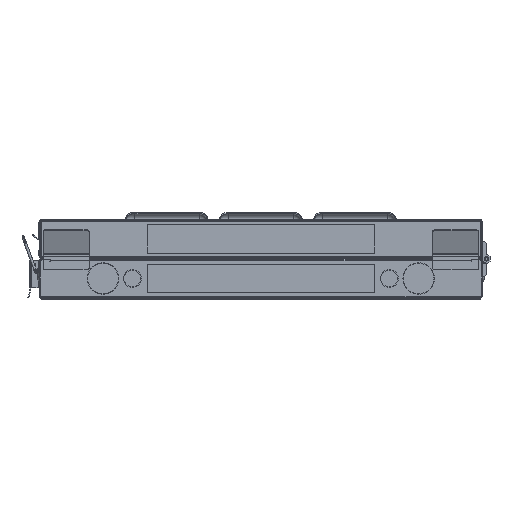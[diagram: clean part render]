
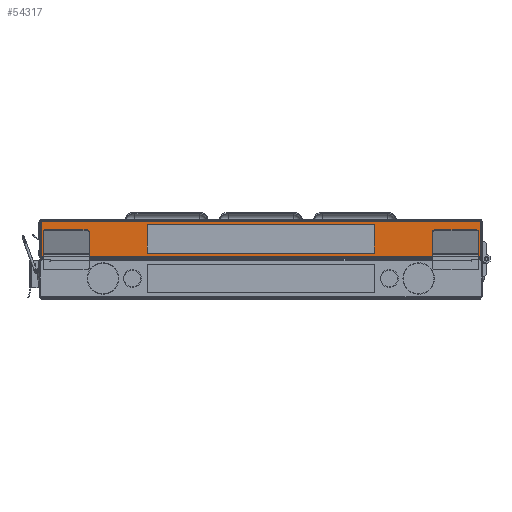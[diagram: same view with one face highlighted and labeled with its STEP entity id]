
A CAD part, front view. The second image highlights one B-rep face of the part: STEP entity #54317.
In plain terms, the highlighted planar face has unit normal (0, -1, 0).
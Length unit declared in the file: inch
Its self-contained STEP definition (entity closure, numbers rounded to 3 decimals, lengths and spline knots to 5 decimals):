
#985 = VECTOR ( 'NONE', #87606, 39.37008 ) ;
#3808 = CARTESIAN_POINT ( 'NONE',  ( 0., -14.3405, -0.09837 ) ) ;
#3986 = AXIS2_PLACEMENT_3D ( 'NONE', #98945, #64479, #81866 ) ;
#5451 = VECTOR ( 'NONE', #92165, 39.37008 ) ;
#8086 = DIRECTION ( 'NONE',  ( 0., 0., 1. ) ) ;
#9398 = LINE ( 'NONE', #67004, #95364 ) ;
#9775 = CARTESIAN_POINT ( 'NONE',  ( 12.558, -14.3405, -2.1415 ) ) ;
#9975 = LINE ( 'NONE', #49693, #107674 ) ;
#12033 = VERTEX_POINT ( 'NONE', #27915 ) ;
#12977 = ORIENTED_EDGE ( 'NONE', *, *, #64969, .T. ) ;
#18009 = LINE ( 'NONE', #101836, #93371 ) ;
#18024 = CARTESIAN_POINT ( 'NONE',  ( -12.558, -14.3405, -0.059 ) ) ;
#19457 = ORIENTED_EDGE ( 'NONE', *, *, #38165, .T. ) ;
#20055 = VECTOR ( 'NONE', #65364, 39.37008 ) ;
#20989 = VERTEX_POINT ( 'NONE', #41853 ) ;
#23984 = CARTESIAN_POINT ( 'NONE',  ( -12.558, -14.3405, -2.10213 ) ) ;
#24195 = LINE ( 'NONE', #9775, #33293 ) ;
#27915 = CARTESIAN_POINT ( 'NONE',  ( -6.5, -14.3405, -0.29837 ) ) ;
#29179 = LINE ( 'NONE', #74083, #20055 ) ;
#33293 = VECTOR ( 'NONE', #52054, 39.37008 ) ;
#35308 = CARTESIAN_POINT ( 'NONE',  ( 6.5, -14.3405, -0.29837 ) ) ;
#38165 = EDGE_CURVE ( 'NONE', #95865, #12033, #9975, .T. ) ;
#41853 = CARTESIAN_POINT ( 'NONE',  ( -12.558, -14.3405, -0.09837 ) ) ;
#48439 = PLANE ( 'NONE',  #3986 ) ;
#49668 = ORIENTED_EDGE ( 'NONE', *, *, #55047, .T. ) ;
#49693 = CARTESIAN_POINT ( 'NONE',  ( -6.5, -14.3405, 0. ) ) ;
#49981 = CARTESIAN_POINT ( 'NONE',  ( 6.5, -14.3405, -1.90213 ) ) ;
#50157 = ORIENTED_EDGE ( 'NONE', *, *, #78661, .T. ) ;
#51583 = ORIENTED_EDGE ( 'NONE', *, *, #84841, .T. ) ;
#52054 = DIRECTION ( 'NONE',  ( 0., 0., -1. ) ) ;
#54317 = ADVANCED_FACE ( 'NONE', ( #81943, #58616 ), #48439, .T. ) ;
#55047 = EDGE_CURVE ( 'NONE', #88526, #95865, #18009, .T. ) ;
#55437 = VERTEX_POINT ( 'NONE', #23984 ) ;
#56968 = VERTEX_POINT ( 'NONE', #92033 ) ;
#56980 = EDGE_CURVE ( 'NONE', #56968, #98596, #24195, .T. ) ;
#58616 = FACE_BOUND ( 'NONE', #86618, .T. ) ;
#61012 = CARTESIAN_POINT ( 'NONE',  ( 12.558, -14.3405, -2.10213 ) ) ;
#63022 = VECTOR ( 'NONE', #95106, 39.37008 ) ;
#64479 = DIRECTION ( 'NONE',  ( 0., -1., 0. ) ) ;
#64969 = EDGE_CURVE ( 'NONE', #55437, #98596, #9398, .T. ) ;
#65364 = DIRECTION ( 'NONE',  ( 1., 0., 0. ) ) ;
#67004 = CARTESIAN_POINT ( 'NONE',  ( -12.558, -14.3405, -2.10213 ) ) ;
#68722 = ORIENTED_EDGE ( 'NONE', *, *, #56980, .F. ) ;
#74083 = CARTESIAN_POINT ( 'NONE',  ( 0., -14.3405, -0.29837 ) ) ;
#74154 = ORIENTED_EDGE ( 'NONE', *, *, #97239, .T. ) ;
#78581 = LINE ( 'NONE', #18024, #5451 ) ;
#78661 = EDGE_CURVE ( 'NONE', #96977, #88526, #106010, .T. ) ;
#81866 = DIRECTION ( 'NONE',  ( 0., 0., -1. ) ) ;
#81943 = FACE_OUTER_BOUND ( 'NONE', #84244, .T. ) ;
#83535 = CARTESIAN_POINT ( 'NONE',  ( -6.5, -14.3405, -1.90213 ) ) ;
#83682 = DIRECTION ( 'NONE',  ( 1., 0., 0. ) ) ;
#84244 = EDGE_LOOP ( 'NONE', ( #100926, #12977, #68722, #74154 ) ) ;
#84841 = EDGE_CURVE ( 'NONE', #12033, #96977, #29179, .T. ) ;
#85440 = DIRECTION ( 'NONE',  ( -1., 0., 0. ) ) ;
#85716 = LINE ( 'NONE', #3808, #985 ) ;
#86618 = EDGE_LOOP ( 'NONE', ( #51583, #50157, #49668, #19457 ) ) ;
#87112 = CARTESIAN_POINT ( 'NONE',  ( 6.5, -14.3405, 0. ) ) ;
#87606 = DIRECTION ( 'NONE',  ( -1., 0., 0. ) ) ;
#88526 = VERTEX_POINT ( 'NONE', #49981 ) ;
#92033 = CARTESIAN_POINT ( 'NONE',  ( 12.558, -14.3405, -0.09837 ) ) ;
#92165 = DIRECTION ( 'NONE',  ( 0., 0., 1. ) ) ;
#93371 = VECTOR ( 'NONE', #85440, 39.37008 ) ;
#95106 = DIRECTION ( 'NONE',  ( 0., 0., -1. ) ) ;
#95364 = VECTOR ( 'NONE', #83682, 39.37008 ) ;
#95865 = VERTEX_POINT ( 'NONE', #83535 ) ;
#96977 = VERTEX_POINT ( 'NONE', #35308 ) ;
#97239 = EDGE_CURVE ( 'NONE', #56968, #20989, #85716, .T. ) ;
#98596 = VERTEX_POINT ( 'NONE', #61012 ) ;
#98945 = CARTESIAN_POINT ( 'NONE',  ( 0., -14.3405, 0. ) ) ;
#100926 = ORIENTED_EDGE ( 'NONE', *, *, #102203, .F. ) ;
#101836 = CARTESIAN_POINT ( 'NONE',  ( 0., -14.3405, -1.90213 ) ) ;
#102203 = EDGE_CURVE ( 'NONE', #55437, #20989, #78581, .T. ) ;
#106010 = LINE ( 'NONE', #87112, #63022 ) ;
#107674 = VECTOR ( 'NONE', #8086, 39.37008 ) ;
